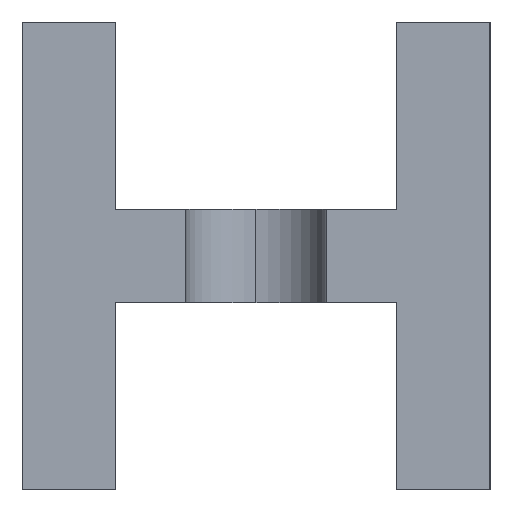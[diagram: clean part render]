
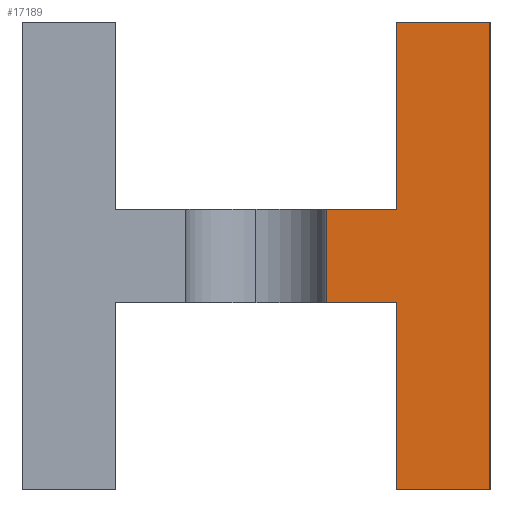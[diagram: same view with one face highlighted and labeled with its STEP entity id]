
A CAD part, left-side view. The second image highlights one B-rep face of the part: STEP entity #17189.
In plain terms, the highlighted planar face has unit normal (-1, 0, 0).
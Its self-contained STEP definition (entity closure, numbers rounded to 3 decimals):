
#255 = DIRECTION ( 'NONE',  ( 0., 0., 1. ) ) ;
#507 = CARTESIAN_POINT ( 'NONE',  ( 0., 0., 0. ) ) ;
#532 = EDGE_CURVE ( 'NONE', #2047, #5981, #4264, .T. ) ;
#856 = LINE ( 'NONE', #13732, #15236 ) ;
#907 = VECTOR ( 'NONE', #3423, 1000. ) ;
#1027 = CARTESIAN_POINT ( 'NONE',  ( 0., 3.5, 4. ) ) ;
#1216 = CARTESIAN_POINT ( 'NONE',  ( 0., 2., 10. ) ) ;
#1276 = CARTESIAN_POINT ( 'NONE',  ( 0., 3.5, 4. ) ) ;
#1382 = CARTESIAN_POINT ( 'NONE',  ( 0., 0., 10. ) ) ;
#1396 = VECTOR ( 'NONE', #13473, 1000. ) ;
#2047 = VERTEX_POINT ( 'NONE', #12165 ) ;
#2147 = EDGE_CURVE ( 'NONE', #14353, #5337, #9313, .T. ) ;
#2282 = EDGE_LOOP ( 'NONE', ( #16570, #5958, #16148, #5531, #12258, #8277, #4698, #14482 ) ) ;
#2459 = CARTESIAN_POINT ( 'NONE',  ( 0., 2., 0. ) ) ;
#2815 = DIRECTION ( 'NONE',  ( 0., 0., 1. ) ) ;
#2840 = LINE ( 'NONE', #14624, #16709 ) ;
#3383 = VERTEX_POINT ( 'NONE', #6307 ) ;
#3423 = DIRECTION ( 'NONE',  ( 0., 1., 0. ) ) ;
#3749 = CARTESIAN_POINT ( 'NONE',  ( 0., 2., 10. ) ) ;
#4264 = LINE ( 'NONE', #13510, #1396 ) ;
#4698 = ORIENTED_EDGE ( 'NONE', *, *, #12761, .F. ) ;
#4960 = FACE_OUTER_BOUND ( 'NONE', #2282, .T. ) ;
#5337 = VERTEX_POINT ( 'NONE', #1276 ) ;
#5531 = ORIENTED_EDGE ( 'NONE', *, *, #8593, .F. ) ;
#5833 = AXIS2_PLACEMENT_3D ( 'NONE', #507, #14081, #6092 ) ;
#5958 = ORIENTED_EDGE ( 'NONE', *, *, #2147, .F. ) ;
#5981 = VERTEX_POINT ( 'NONE', #14085 ) ;
#6092 = DIRECTION ( 'NONE',  ( 0., 0., 1. ) ) ;
#6307 = CARTESIAN_POINT ( 'NONE',  ( 0., 2., 0. ) ) ;
#6470 = LINE ( 'NONE', #1027, #16669 ) ;
#6606 = VERTEX_POINT ( 'NONE', #1382 ) ;
#7466 = PLANE ( 'NONE',  #5833 ) ;
#7558 = VECTOR ( 'NONE', #2815, 1000. ) ;
#7693 = EDGE_CURVE ( 'NONE', #3383, #14353, #16165, .T. ) ;
#7967 = LINE ( 'NONE', #1216, #7558 ) ;
#8024 = DIRECTION ( 'NONE',  ( 0., 0., 1. ) ) ;
#8102 = CARTESIAN_POINT ( 'NONE',  ( 0., 2., 4. ) ) ;
#8277 = ORIENTED_EDGE ( 'NONE', *, *, #10041, .F. ) ;
#8593 = EDGE_CURVE ( 'NONE', #12831, #3383, #11808, .T. ) ;
#8725 = CARTESIAN_POINT ( 'NONE',  ( 0., 2., 4. ) ) ;
#9121 = VECTOR ( 'NONE', #8024, 1000. ) ;
#9313 = LINE ( 'NONE', #13611, #16364 ) ;
#10041 = EDGE_CURVE ( 'NONE', #12280, #6606, #856, .T. ) ;
#11808 = LINE ( 'NONE', #2459, #907 ) ;
#12165 = CARTESIAN_POINT ( 'NONE',  ( 0., 3.5, 6. ) ) ;
#12200 = EDGE_CURVE ( 'NONE', #6606, #12831, #2840, .T. ) ;
#12258 = ORIENTED_EDGE ( 'NONE', *, *, #12200, .F. ) ;
#12280 = VERTEX_POINT ( 'NONE', #3749 ) ;
#12761 = EDGE_CURVE ( 'NONE', #5981, #12280, #7967, .T. ) ;
#12831 = VERTEX_POINT ( 'NONE', #14580 ) ;
#13473 = DIRECTION ( 'NONE',  ( 0., -1., 0. ) ) ;
#13510 = CARTESIAN_POINT ( 'NONE',  ( 0., 2., 6. ) ) ;
#13611 = CARTESIAN_POINT ( 'NONE',  ( 0., 8., 4. ) ) ;
#13689 = DIRECTION ( 'NONE',  ( 0., 1., 0. ) ) ;
#13732 = CARTESIAN_POINT ( 'NONE',  ( 0., 0., 10. ) ) ;
#13783 = DIRECTION ( 'NONE',  ( 0., -1., 0. ) ) ;
#14081 = DIRECTION ( 'NONE',  ( -1., 0., 0. ) ) ;
#14085 = CARTESIAN_POINT ( 'NONE',  ( 0., 2., 6. ) ) ;
#14353 = VERTEX_POINT ( 'NONE', #8725 ) ;
#14482 = ORIENTED_EDGE ( 'NONE', *, *, #532, .F. ) ;
#14580 = CARTESIAN_POINT ( 'NONE',  ( 0., 0., 0. ) ) ;
#14624 = CARTESIAN_POINT ( 'NONE',  ( 0., 0., 0. ) ) ;
#14688 = DIRECTION ( 'NONE',  ( 0., 0., -1. ) ) ;
#15236 = VECTOR ( 'NONE', #13783, 1000. ) ;
#16013 = EDGE_CURVE ( 'NONE', #5337, #2047, #6470, .T. ) ;
#16148 = ORIENTED_EDGE ( 'NONE', *, *, #7693, .F. ) ;
#16165 = LINE ( 'NONE', #8102, #9121 ) ;
#16364 = VECTOR ( 'NONE', #13689, 1000. ) ;
#16570 = ORIENTED_EDGE ( 'NONE', *, *, #16013, .F. ) ;
#16669 = VECTOR ( 'NONE', #255, 1000. ) ;
#16709 = VECTOR ( 'NONE', #14688, 1000. ) ;
#17189 = ADVANCED_FACE ( 'NONE', ( #4960 ), #7466, .T. ) ;
